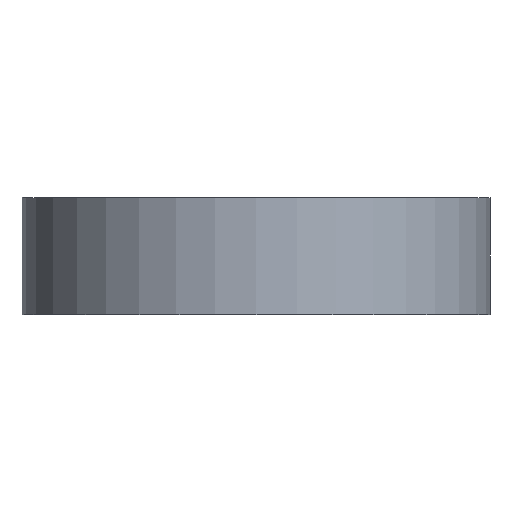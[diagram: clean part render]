
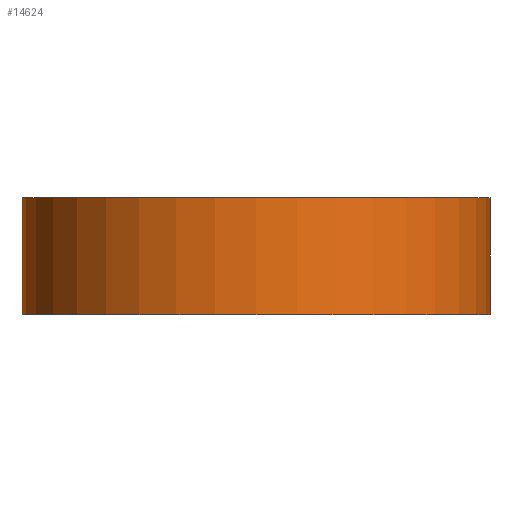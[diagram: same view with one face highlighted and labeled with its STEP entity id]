
A CAD part, front view. The second image highlights one B-rep face of the part: STEP entity #14624.
In plain terms, the highlighted cylindrical face has radius 48 mm (diameter 96 mm), a partial arc.
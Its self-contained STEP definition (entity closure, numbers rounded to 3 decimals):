
#637 = CYLINDRICAL_SURFACE ( 'NONE', #27821, 48. ) ;
#709 = CARTESIAN_POINT ( 'NONE',  ( 0., 0., 12. ) ) ;
#1292 = CARTESIAN_POINT ( 'NONE',  ( -48., 0., -12. ) ) ;
#2727 = FACE_OUTER_BOUND ( 'NONE', #30864, .T. ) ;
#3300 = EDGE_CURVE ( 'NONE', #16225, #17521, #9184, .T. ) ;
#3574 = CARTESIAN_POINT ( 'NONE',  ( 0., 0., 0. ) ) ;
#5504 = VERTEX_POINT ( 'NONE', #33849 ) ;
#6872 = DIRECTION ( 'NONE',  ( 0., 0., 1. ) ) ;
#9144 = DIRECTION ( 'NONE',  ( 0., 0., 1. ) ) ;
#9184 = CIRCLE ( 'NONE', #12060, 48. ) ;
#11018 = CARTESIAN_POINT ( 'NONE',  ( -48., 0., 0. ) ) ;
#11755 = ORIENTED_EDGE ( 'NONE', *, *, #3300, .T. ) ;
#12060 = AXIS2_PLACEMENT_3D ( 'NONE', #12237, #6872, #25627 ) ;
#12237 = CARTESIAN_POINT ( 'NONE',  ( 0., 0., -12. ) ) ;
#12581 = LINE ( 'NONE', #11018, #31496 ) ;
#14054 = EDGE_CURVE ( 'NONE', #17249, #5504, #19513, .T. ) ;
#14624 = ADVANCED_FACE ( 'NONE', ( #2727 ), #637, .T. ) ;
#15282 = ORIENTED_EDGE ( 'NONE', *, *, #28723, .T. ) ;
#16225 = VERTEX_POINT ( 'NONE', #1292 ) ;
#17031 = CARTESIAN_POINT ( 'NONE',  ( 48., 0., 12. ) ) ;
#17249 = VERTEX_POINT ( 'NONE', #17031 ) ;
#17521 = VERTEX_POINT ( 'NONE', #32492 ) ;
#18599 = ORIENTED_EDGE ( 'NONE', *, *, #31087, .F. ) ;
#19489 = AXIS2_PLACEMENT_3D ( 'NONE', #709, #32828, #32941 ) ;
#19513 = CIRCLE ( 'NONE', #19489, 48. ) ;
#20092 = DIRECTION ( 'NONE',  ( 1., 0., 0. ) ) ;
#24944 = LINE ( 'NONE', #34401, #33343 ) ;
#25627 = DIRECTION ( 'NONE',  ( 1., 0., 0. ) ) ;
#27821 = AXIS2_PLACEMENT_3D ( 'NONE', #3574, #9144, #20092 ) ;
#28723 = EDGE_CURVE ( 'NONE', #17521, #17249, #24944, .T. ) ;
#29611 = ORIENTED_EDGE ( 'NONE', *, *, #14054, .T. ) ;
#30864 = EDGE_LOOP ( 'NONE', ( #18599, #11755, #15282, #29611 ) ) ;
#31087 = EDGE_CURVE ( 'NONE', #16225, #5504, #12581, .T. ) ;
#31493 = DIRECTION ( 'NONE',  ( 0., 0., 1. ) ) ;
#31496 = VECTOR ( 'NONE', #32640, 1000. ) ;
#32492 = CARTESIAN_POINT ( 'NONE',  ( 48., 0., -12. ) ) ;
#32640 = DIRECTION ( 'NONE',  ( 0., 0., 1. ) ) ;
#32828 = DIRECTION ( 'NONE',  ( 0., 0., -1. ) ) ;
#32941 = DIRECTION ( 'NONE',  ( 1., 0., 0. ) ) ;
#33343 = VECTOR ( 'NONE', #31493, 1000. ) ;
#33849 = CARTESIAN_POINT ( 'NONE',  ( -48., 0., 12. ) ) ;
#34401 = CARTESIAN_POINT ( 'NONE',  ( 48., 0., 0. ) ) ;
